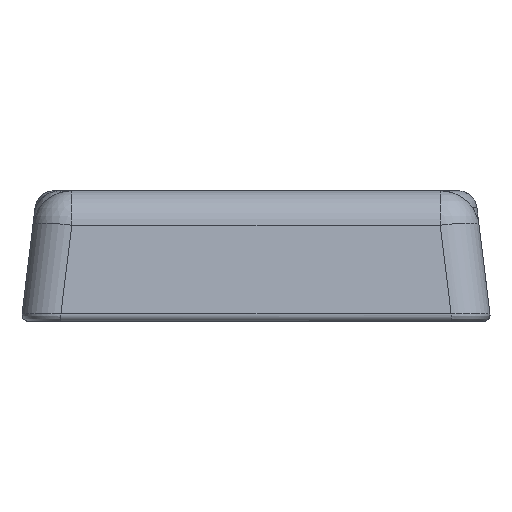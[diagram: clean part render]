
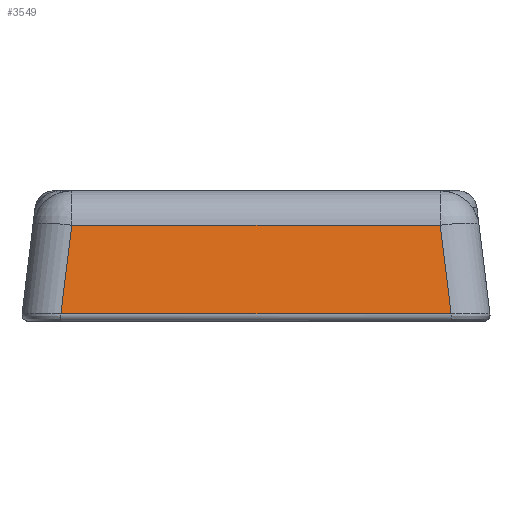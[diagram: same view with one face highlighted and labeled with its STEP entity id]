
A CAD part, left-side view. The second image highlights one B-rep face of the part: STEP entity #3549.
In plain terms, the highlighted planar face has unit normal (-0.993, 0, 0.122).
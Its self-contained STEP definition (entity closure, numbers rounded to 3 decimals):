
#761 = CYLINDRICAL_SURFACE('',#762,0.25);
#762 = AXIS2_PLACEMENT_3D('',#763,#764,#765);
#763 = CARTESIAN_POINT('',(0.283,-16.511,0.25));
#764 = DIRECTION('',(0.,1.,0.));
#765 = DIRECTION('',(0.,0.,-1.));
#2061 = VERTEX_POINT('',#2062);
#2062 = CARTESIAN_POINT('',(0.034,-1.523,
    0.28));
#2118 = CYLINDRICAL_SURFACE('',#2119,1.5);
#2119 = AXIS2_PLACEMENT_3D('',#2120,#2121,#2122);
#2120 = CARTESIAN_POINT('',(1.467,-1.467,
    -0.36));
#2121 = DIRECTION('',(0.121,-0.121,0.985));
#2122 = DIRECTION('',(0.,0.993,0.122)
  );
#2404 = VERTEX_POINT('',#2405);
#2405 = CARTESIAN_POINT('',(0.034,-16.477,
    0.28));
#2432 = EDGE_CURVE('',#2404,#2061,#2433,.T.);
#2433 = SURFACE_CURVE('',#2434,(#2438,#2445),.PCURVE_S1.);
#2434 = LINE('',#2435,#2436);
#2435 = CARTESIAN_POINT('',(0.034,-16.511,
    0.28));
#2436 = VECTOR('',#2437,1.);
#2437 = DIRECTION('',(0.,1.,0.));
#2438 = PCURVE('',#761,#2439);
#2439 = DEFINITIONAL_REPRESENTATION('',(#2440),#2444);
#2440 = LINE('',#2441,#2442);
#2441 = CARTESIAN_POINT('',(1.693,0.));
#2442 = VECTOR('',#2443,1.);
#2443 = DIRECTION('',(0.,1.));
#2444 = ( GEOMETRIC_REPRESENTATION_CONTEXT(2)
PARAMETRIC_REPRESENTATION_CONTEXT() REPRESENTATION_CONTEXT('2D SPACE',''
  ) );
#2445 = PCURVE('',#2446,#2451);
#2446 = PLANE('',#2447);
#2447 = AXIS2_PLACEMENT_3D('',#2448,#2449,#2450);
#2448 = CARTESIAN_POINT('',(0.305,-9.,2.481));
#2449 = DIRECTION('',(-0.993,0.,0.122));
#2450 = DIRECTION('',(0.,1.,0.));
#2451 = DEFINITIONAL_REPRESENTATION('',(#2452),#2456);
#2452 = LINE('',#2453,#2454);
#2453 = CARTESIAN_POINT('',(-7.511,2.217));
#2454 = VECTOR('',#2455,1.);
#2455 = DIRECTION('',(1.,0.));
#2456 = ( GEOMETRIC_REPRESENTATION_CONTEXT(2)
PARAMETRIC_REPRESENTATION_CONTEXT() REPRESENTATION_CONTEXT('2D SPACE',''
  ) );
#2582 = CYLINDRICAL_SURFACE('',#2583,1.5);
#2583 = AXIS2_PLACEMENT_3D('',#2584,#2585,#2586);
#2584 = CARTESIAN_POINT('',(2.081,-15.919,
    4.64));
#2585 = DIRECTION('',(-0.121,-0.121,-0.985));
#2586 = DIRECTION('',(0.,-0.993,0.122
    ));
#3433 = EDGE_CURVE('',#2061,#3434,#3436,.T.);
#3434 = VERTEX_POINT('',#3435);
#3435 = CARTESIAN_POINT('',(0.452,-1.941,
    3.683));
#3436 = SURFACE_CURVE('',#3437,(#3441,#3448),.PCURVE_S1.);
#3437 = LINE('',#3438,#3439);
#3438 = CARTESIAN_POINT('',(-0.022,-1.467,
    -0.177));
#3439 = VECTOR('',#3440,1.);
#3440 = DIRECTION('',(0.121,-0.121,0.985));
#3441 = PCURVE('',#2118,#3442);
#3442 = DEFINITIONAL_REPRESENTATION('',(#3443),#3447);
#3443 = LINE('',#3444,#3445);
#3444 = CARTESIAN_POINT('',(1.556,0.));
#3445 = VECTOR('',#3446,1.);
#3446 = DIRECTION('',(0.,1.));
#3447 = ( GEOMETRIC_REPRESENTATION_CONTEXT(2)
PARAMETRIC_REPRESENTATION_CONTEXT() REPRESENTATION_CONTEXT('2D SPACE',''
  ) );
#3448 = PCURVE('',#2446,#3449);
#3449 = DEFINITIONAL_REPRESENTATION('',(#3450),#3454);
#3450 = LINE('',#3451,#3452);
#3451 = CARTESIAN_POINT('',(7.533,2.679));
#3452 = VECTOR('',#3453,1.);
#3453 = DIRECTION('',(-0.121,-0.993));
#3454 = ( GEOMETRIC_REPRESENTATION_CONTEXT(2)
PARAMETRIC_REPRESENTATION_CONTEXT() REPRESENTATION_CONTEXT('2D SPACE',''
  ) );
#3549 = ADVANCED_FACE('',(#3550),#2446,.T.);
#3550 = FACE_BOUND('',#3551,.T.);
#3551 = EDGE_LOOP('',(#3552,#3575,#3601,#3602));
#3552 = ORIENTED_EDGE('',*,*,#3553,.F.);
#3553 = EDGE_CURVE('',#3554,#2404,#3556,.T.);
#3554 = VERTEX_POINT('',#3555);
#3555 = CARTESIAN_POINT('',(0.452,-16.059,
    3.683));
#3556 = SURFACE_CURVE('',#3557,(#3561,#3568),.PCURVE_S1.);
#3557 = LINE('',#3558,#3559);
#3558 = CARTESIAN_POINT('',(0.592,-15.919,
    4.823));
#3559 = VECTOR('',#3560,1.);
#3560 = DIRECTION('',(-0.121,-0.121,-0.985));
#3561 = PCURVE('',#2446,#3562);
#3562 = DEFINITIONAL_REPRESENTATION('',(#3563),#3567);
#3563 = LINE('',#3564,#3565);
#3564 = CARTESIAN_POINT('',(-6.919,-2.359));
#3565 = VECTOR('',#3566,1.);
#3566 = DIRECTION('',(-0.121,0.993));
#3567 = ( GEOMETRIC_REPRESENTATION_CONTEXT(2)
PARAMETRIC_REPRESENTATION_CONTEXT() REPRESENTATION_CONTEXT('2D SPACE',''
  ) );
#3568 = PCURVE('',#2582,#3569);
#3569 = DEFINITIONAL_REPRESENTATION('',(#3570),#3574);
#3570 = LINE('',#3571,#3572);
#3571 = CARTESIAN_POINT('',(1.556,0.));
#3572 = VECTOR('',#3573,1.);
#3573 = DIRECTION('',(0.,1.));
#3574 = ( GEOMETRIC_REPRESENTATION_CONTEXT(2)
PARAMETRIC_REPRESENTATION_CONTEXT() REPRESENTATION_CONTEXT('2D SPACE',''
  ) );
#3575 = ORIENTED_EDGE('',*,*,#3576,.F.);
#3576 = EDGE_CURVE('',#3434,#3554,#3577,.T.);
#3577 = SURFACE_CURVE('',#3578,(#3582,#3589),.PCURVE_S1.);
#3578 = LINE('',#3579,#3580);
#3579 = CARTESIAN_POINT('',(0.452,-0.614,
    3.683));
#3580 = VECTOR('',#3581,1.);
#3581 = DIRECTION('',(0.,-1.,0.));
#3582 = PCURVE('',#2446,#3583);
#3583 = DEFINITIONAL_REPRESENTATION('',(#3584),#3588);
#3584 = LINE('',#3585,#3586);
#3585 = CARTESIAN_POINT('',(8.386,-1.21));
#3586 = VECTOR('',#3587,1.);
#3587 = DIRECTION('',(-1.,-0.));
#3588 = ( GEOMETRIC_REPRESENTATION_CONTEXT(2)
PARAMETRIC_REPRESENTATION_CONTEXT() REPRESENTATION_CONTEXT('2D SPACE',''
  ) );
#3589 = PCURVE('',#3590,#3595);
#3590 = CYLINDRICAL_SURFACE('',#3591,1.5);
#3591 = AXIS2_PLACEMENT_3D('',#3592,#3593,#3594);
#3592 = CARTESIAN_POINT('',(1.941,-0.614,3.5));
#3593 = DIRECTION('',(0.,-1.,0.));
#3594 = DIRECTION('',(-0.993,0.,0.122));
#3595 = DEFINITIONAL_REPRESENTATION('',(#3596),#3600);
#3596 = LINE('',#3597,#3598);
#3597 = CARTESIAN_POINT('',(-0.,0.));
#3598 = VECTOR('',#3599,1.);
#3599 = DIRECTION('',(-0.,1.));
#3600 = ( GEOMETRIC_REPRESENTATION_CONTEXT(2)
PARAMETRIC_REPRESENTATION_CONTEXT() REPRESENTATION_CONTEXT('2D SPACE',''
  ) );
#3601 = ORIENTED_EDGE('',*,*,#3433,.F.);
#3602 = ORIENTED_EDGE('',*,*,#2432,.F.);
